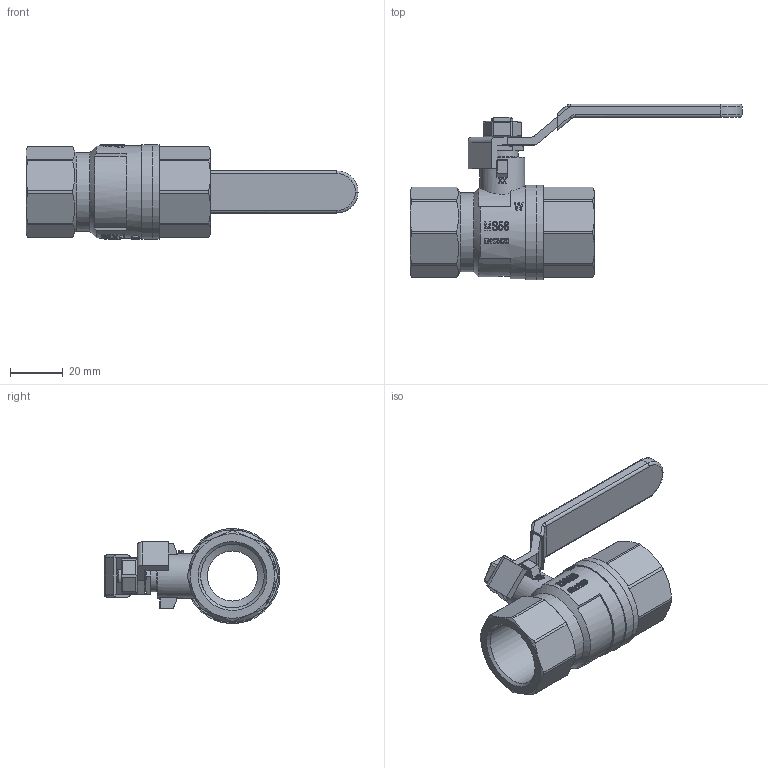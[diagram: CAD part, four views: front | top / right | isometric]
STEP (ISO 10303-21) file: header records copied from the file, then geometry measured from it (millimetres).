
FILE_DESCRIPTION(/* description */ ('Unknown'),/* implementation_level */ '2;1');
FILE_NAME(/* name */ '756-05',/* time_stamp */ '2022-07-27T12:33:32+02:00',/* author */ ('Unknown'),/* organization */ ('Unknown'),/* preprocessor_version */ 'ST-DEVELOPER v16.7',/* originating_system */ 'Solid Edge',/* authorisation */ 'Unknown');
FILE_SCHEMA (('AUTOMOTIVE_DESIGN { 1 0 10303 214 3 1 1 }','AP242_MANAGED_MODEL_BASED_3D_ENGINEERING_MIM_LF { 1 0 10303 442 1 1 4 }','AUTOMOTIVE_DESIGN {1 0 10303 214 3 1 1}'));
Length unit declared in the file: millimetre
Products named in the file (11): 2.756.020; 756-3_4-Kvrper-co_oa_0; 756-3_4-Kvrper; 756-3_4-Einschraubteil; 756-3_4-Spindel zus._oa_1; 756-3_4-Stopfbuchse; 756-3_4-Spindel; Stahlgriff 1_4 - 3_4; Stahlgriff-n; Stahlgriff-u; M8
Assembly tree (10 placements, depth 3):
  2.756.020
    756-3_4-Kvrper-co_oa_0
      756-3_4-Kvrper
      756-3_4-Einschraubteil
    756-3_4-Spindel zus._oa_1
      756-3_4-Stopfbuchse
      756-3_4-Spindel
    Stahlgriff 1_4 - 3_4
      Stahlgriff-n
      Stahlgriff-u
    M8
Bounding box: 126 x 66.7 x 36 mm (x, y, z)
Volume: 36577.9 mm3; surface area: 29943.7 mm2
Topology: 7 solids, 7 shells, 1302 faces, 3643 edges, 2418 vertices
Faces by surface type: plane 1131, cylinder 119, cone 41, bspline 8, sphere 2, torus 1
Full cylindrical faces by diameter (mm): 6.6 x1, 6.647 x1, 8.9 x2, 9.1 x1, 9.3 x1, 10.5 x1, 10.8 x1, 12 x1, 12.5 x1, 14 x1, 17 x1, 19 x2, 24.117 x2, 26 x2, 30 x1, 30.5 x1, 32 x1, 32.5 x1, 35 x1, 36 x2
Entity records: 53258 total; most frequent: CARTESIAN_POINT 9901, DIRECTION 8084, ORIENTED_EDGE 7160, EDGE_CURVE 3580, AXIS2_PLACEMENT_3D 3275, VERTEX_POINT 2400, ELLIPSE 1612, LINE 1534
